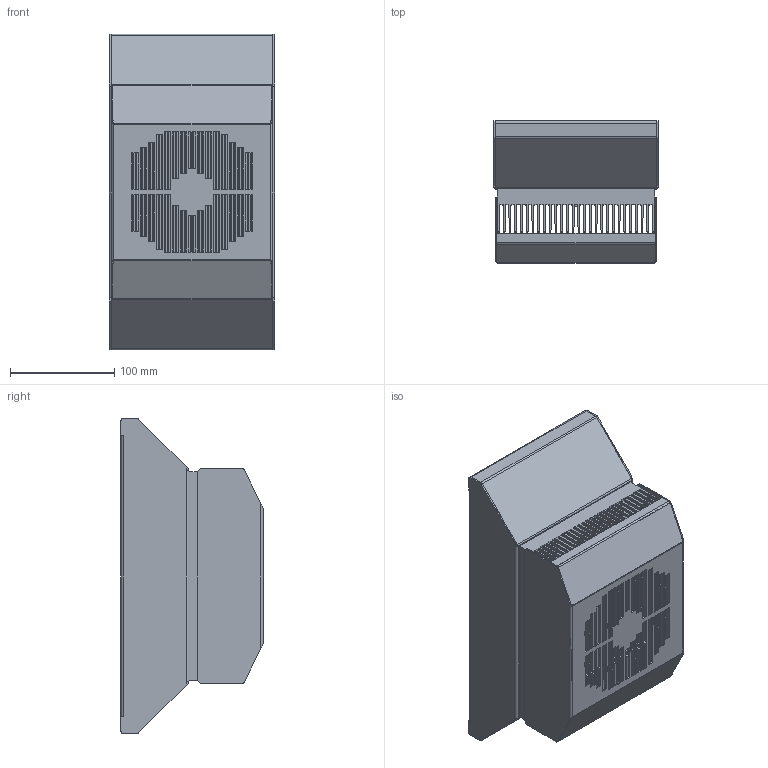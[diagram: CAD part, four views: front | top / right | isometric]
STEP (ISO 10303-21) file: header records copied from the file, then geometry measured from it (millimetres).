
FILE_DESCRIPTION((''),'2;1');
FILE_NAME('PRT0001','2014-10-15T',('ryanc'),(''),'PRO/ENGINEER BY PARAMETRIC TECHNOLOGY CORPORATION, 2010040','PRO/ENGINEER BY PARAMETRIC TECHNOLOGY CORPORATION, 2010040','');
FILE_SCHEMA(('AUTOMOTIVE_DESIGN_CC2 { 1 2 10303 214 -1 1 5 2 }'));
Products named in the file (1): PRT0001
Bounding box: 158 x 136 x 302 mm (x, y, z)
Volume: 1146771.9 mm3; surface area: 807685.5 mm2
Topology: 2 solids, 29 shells, 1993 faces, 6537 edges, 4661 vertices
Faces by surface type: plane 935, cylinder 897, torus 70, bspline 51, cone 36, sphere 4
Entity records: 86366 total; most frequent: CARTESIAN_POINT 16600, DIRECTION 11659, ORIENTED_EDGE 11524, EDGE_CURVE 5833, AXIS2_PLACEMENT_3D 3896, VECTOR 3867, LINE 3867, VERTEX_POINT 3852
